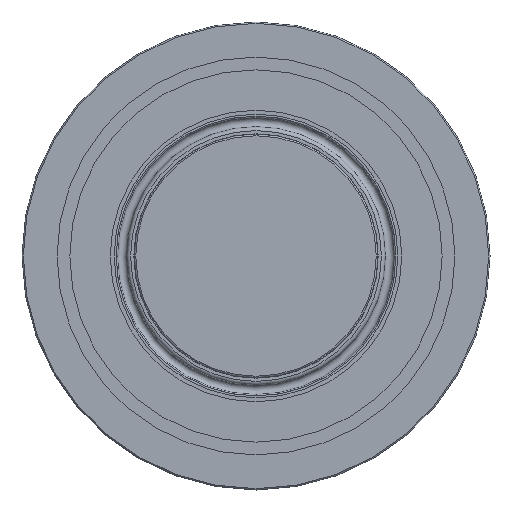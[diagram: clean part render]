
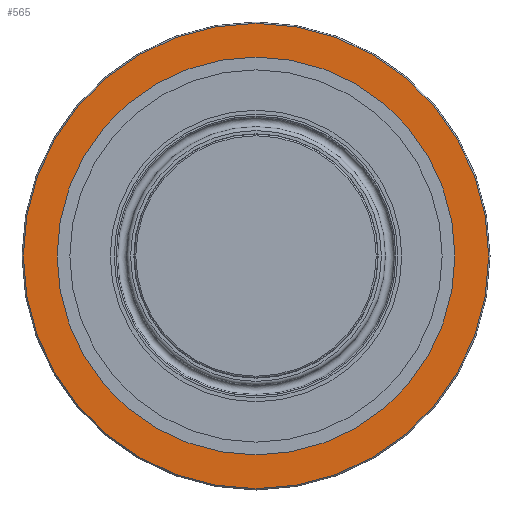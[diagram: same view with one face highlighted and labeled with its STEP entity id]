
A CAD part, left-side view. The second image highlights one B-rep face of the part: STEP entity #565.
In plain terms, the highlighted planar face has unit normal (-1, 0, 0).
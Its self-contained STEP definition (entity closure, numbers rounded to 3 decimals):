
#44=FACE_BOUND('',#130,.T.);
#56=PLANE('',#703);
#88=FACE_OUTER_BOUND('',#129,.T.);
#129=EDGE_LOOP('',(#415));
#130=EDGE_LOOP('',(#416));
#216=CIRCLE('',#698,89.5);
#220=CIRCLE('',#704,76.5);
#276=VERTEX_POINT('',#1040);
#280=VERTEX_POINT('',#1052);
#327=EDGE_CURVE('',#276,#276,#216,.T.);
#333=EDGE_CURVE('',#280,#280,#220,.T.);
#415=ORIENTED_EDGE('',*,*,#327,.F.);
#416=ORIENTED_EDGE('',*,*,#333,.F.);
#565=ADVANCED_FACE('',(#88,#44),#56,.T.);
#698=AXIS2_PLACEMENT_3D('',#1041,#809,#810);
#703=AXIS2_PLACEMENT_3D('',#1051,#821,#822);
#704=AXIS2_PLACEMENT_3D('',#1053,#823,#824);
#809=DIRECTION('center_axis',(1.,0.,0.));
#810=DIRECTION('ref_axis',(0.,0.,-1.));
#821=DIRECTION('center_axis',(-1.,0.,0.));
#822=DIRECTION('ref_axis',(0.,0.,1.));
#823=DIRECTION('center_axis',(-1.,0.,0.));
#824=DIRECTION('ref_axis',(0.,0.,1.));
#1040=CARTESIAN_POINT('',(-12.,0.,89.5));
#1041=CARTESIAN_POINT('Origin',(-12.,0.,0.));
#1051=CARTESIAN_POINT('Origin',(-12.,0.,76.5));
#1052=CARTESIAN_POINT('',(-12.,0.,-76.5));
#1053=CARTESIAN_POINT('Origin',(-12.,0.,0.));
